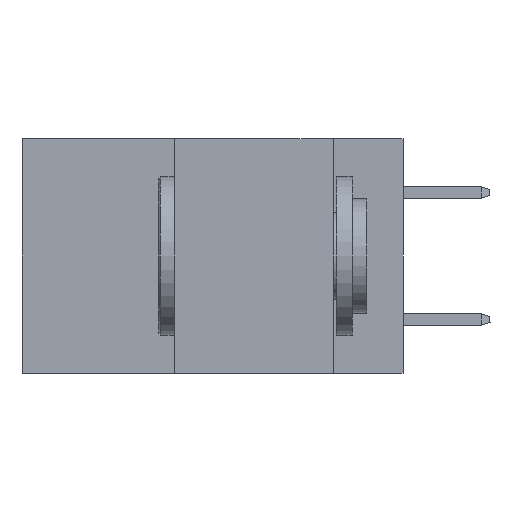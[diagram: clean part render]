
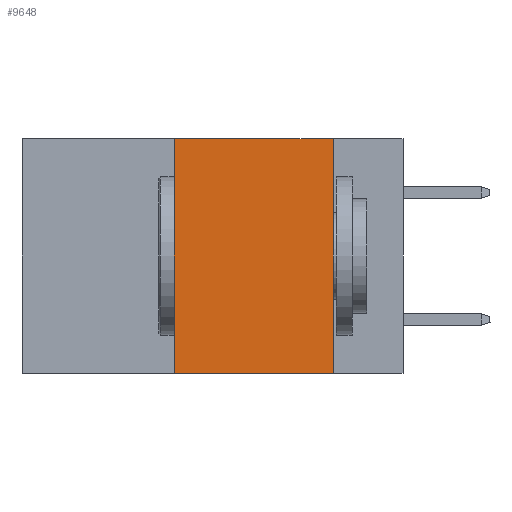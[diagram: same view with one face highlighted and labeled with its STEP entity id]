
A CAD part, left-side view. The second image highlights one B-rep face of the part: STEP entity #9648.
In plain terms, the highlighted planar face has unit normal (-1, 0, 0).
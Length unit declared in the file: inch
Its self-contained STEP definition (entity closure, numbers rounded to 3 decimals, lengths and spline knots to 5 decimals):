
#82 = CARTESIAN_POINT ( 'NONE',  ( 0., 0.11, 0. ) ) ;
#1167 = CARTESIAN_POINT ( 'NONE',  ( 0., 0.11, 0. ) ) ;
#1501 = EDGE_LOOP ( 'NONE', ( #9827, #12242, #1621, #2265 ) ) ;
#1621 = ORIENTED_EDGE ( 'NONE', *, *, #3744, .F. ) ;
#1659 = CARTESIAN_POINT ( 'NONE',  ( 0., 0.11, -0.37 ) ) ;
#2265 = ORIENTED_EDGE ( 'NONE', *, *, #5485, .T. ) ;
#2337 = DIRECTION ( 'NONE',  ( 0., 0., -1. ) ) ;
#2499 = CARTESIAN_POINT ( 'NONE',  ( 0., 0.6, 0. ) ) ;
#2955 = CARTESIAN_POINT ( 'NONE',  ( 0., 0.36, 0. ) ) ;
#3087 = DIRECTION ( 'NONE',  ( 0., 0., 1. ) ) ;
#3744 = EDGE_CURVE ( 'NONE', #9462, #7441, #7440, .T. ) ;
#4056 = EDGE_CURVE ( 'NONE', #9784, #7843, #12289, .T. ) ;
#4280 = DIRECTION ( 'NONE',  ( 0., -1., 0. ) ) ;
#4750 = DIRECTION ( 'NONE',  ( 1., 0., 0. ) ) ;
#5148 = VECTOR ( 'NONE', #3087, 39.37008 ) ;
#5381 = LINE ( 'NONE', #14209, #8786 ) ;
#5485 = EDGE_CURVE ( 'NONE', #9462, #7843, #7576, .T. ) ;
#5780 = PLANE ( 'NONE',  #12868 ) ;
#7440 = LINE ( 'NONE', #2955, #5148 ) ;
#7441 = VERTEX_POINT ( 'NONE', #8415 ) ;
#7576 = LINE ( 'NONE', #9674, #10999 ) ;
#7843 = VERTEX_POINT ( 'NONE', #1659 ) ;
#8247 = DIRECTION ( 'NONE',  ( 0., 0., -1. ) ) ;
#8415 = CARTESIAN_POINT ( 'NONE',  ( 0., 0.36, 0. ) ) ;
#8786 = VECTOR ( 'NONE', #4280, 39.37008 ) ;
#9462 = VERTEX_POINT ( 'NONE', #13768 ) ;
#9648 = ADVANCED_FACE ( 'NONE', ( #11594 ), #5780, .F. ) ;
#9674 = CARTESIAN_POINT ( 'NONE',  ( 0., 0.6, -0.37 ) ) ;
#9784 = VERTEX_POINT ( 'NONE', #1167 ) ;
#9827 = ORIENTED_EDGE ( 'NONE', *, *, #4056, .F. ) ;
#10999 = VECTOR ( 'NONE', #14054, 39.37008 ) ;
#11594 = FACE_OUTER_BOUND ( 'NONE', #1501, .T. ) ;
#12242 = ORIENTED_EDGE ( 'NONE', *, *, #13805, .F. ) ;
#12289 = LINE ( 'NONE', #82, #12706 ) ;
#12706 = VECTOR ( 'NONE', #2337, 39.37008 ) ;
#12868 = AXIS2_PLACEMENT_3D ( 'NONE', #2499, #4750, #8247 ) ;
#13768 = CARTESIAN_POINT ( 'NONE',  ( 0., 0.36, -0.37 ) ) ;
#13805 = EDGE_CURVE ( 'NONE', #7441, #9784, #5381, .T. ) ;
#14054 = DIRECTION ( 'NONE',  ( 0., -1., 0. ) ) ;
#14209 = CARTESIAN_POINT ( 'NONE',  ( 0., 0.6, 0. ) ) ;
